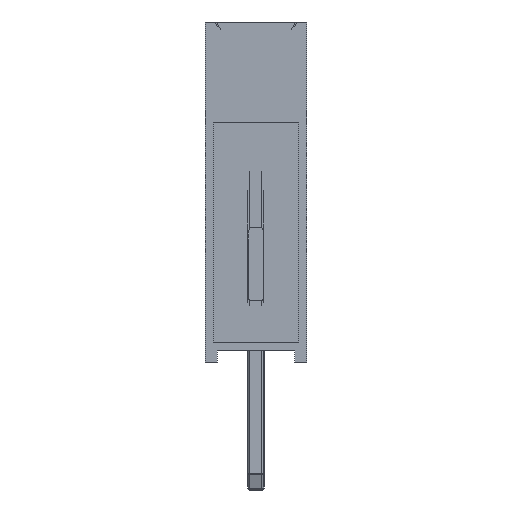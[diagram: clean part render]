
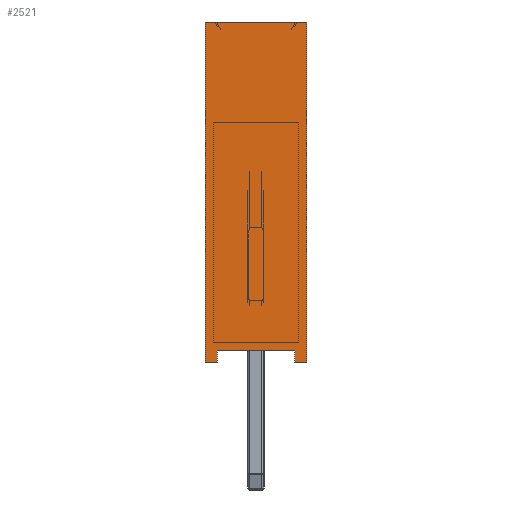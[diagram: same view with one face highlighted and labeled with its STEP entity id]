
A CAD part, left-side view. The second image highlights one B-rep face of the part: STEP entity #2521.
In plain terms, the highlighted planar face has unit normal (-1, 0, 0).
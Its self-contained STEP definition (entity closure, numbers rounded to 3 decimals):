
#425=FACE_OUTER_BOUND('',#576,.T.);
#576=EDGE_LOOP('',(#1677,#1678,#1679,#1680,#1681,#1682,#1683,#1684));
#742=LINE('',#3948,#928);
#744=LINE('',#3954,#930);
#747=LINE('',#3959,#933);
#752=LINE('',#3973,#938);
#753=LINE('',#3976,#939);
#756=LINE('',#3982,#942);
#757=LINE('',#3984,#943);
#758=LINE('',#3985,#944);
#928=VECTOR('',#3080,10.);
#930=VECTOR('',#3084,10.);
#933=VECTOR('',#3089,10.);
#938=VECTOR('',#3104,10.);
#939=VECTOR('',#3107,10.);
#942=VECTOR('',#3112,10.);
#943=VECTOR('',#3113,10.);
#944=VECTOR('',#3114,10.);
#1112=VERTEX_POINT('',#3942);
#1114=VERTEX_POINT('',#3946);
#1115=VERTEX_POINT('',#3950);
#1117=VERTEX_POINT('',#3953);
#1122=VERTEX_POINT('',#3971);
#1123=VERTEX_POINT('',#3975);
#1125=VERTEX_POINT('',#3981);
#1126=VERTEX_POINT('',#3983);
#1310=EDGE_CURVE('',#1112,#1114,#742,.T.);
#1312=EDGE_CURVE('',#1117,#1115,#744,.T.);
#1315=EDGE_CURVE('',#1114,#1117,#747,.T.);
#1324=EDGE_CURVE('',#1115,#1122,#752,.T.);
#1325=EDGE_CURVE('',#1123,#1112,#753,.T.);
#1328=EDGE_CURVE('',#1122,#1125,#756,.T.);
#1329=EDGE_CURVE('',#1126,#1125,#757,.T.);
#1330=EDGE_CURVE('',#1123,#1126,#758,.T.);
#1677=ORIENTED_EDGE('',*,*,#1310,.T.);
#1678=ORIENTED_EDGE('',*,*,#1315,.T.);
#1679=ORIENTED_EDGE('',*,*,#1312,.T.);
#1680=ORIENTED_EDGE('',*,*,#1324,.T.);
#1681=ORIENTED_EDGE('',*,*,#1328,.T.);
#1682=ORIENTED_EDGE('',*,*,#1329,.F.);
#1683=ORIENTED_EDGE('',*,*,#1330,.F.);
#1684=ORIENTED_EDGE('',*,*,#1325,.T.);
#2325=PLANE('',#2729);
#2521=ADVANCED_FACE('',(#425),#2325,.T.);
#2729=AXIS2_PLACEMENT_3D('',#3980,#3110,#3111);
#3080=DIRECTION('',(0.,0.,1.));
#3084=DIRECTION('',(0.,0.,-1.));
#3089=DIRECTION('',(0.,-1.,0.));
#3104=DIRECTION('',(0.,-1.,0.));
#3107=DIRECTION('',(0.,-1.,0.));
#3110=DIRECTION('center_axis',(-1.,0.,0.));
#3111=DIRECTION('ref_axis',(0.,-1.,0.));
#3112=DIRECTION('',(0.,0.,1.));
#3113=DIRECTION('',(0.,-1.,0.));
#3114=DIRECTION('',(0.,0.,1.));
#3942=CARTESIAN_POINT('',(-1.27,0.97,0.));
#3946=CARTESIAN_POINT('',(-1.27,0.97,0.3));
#3948=CARTESIAN_POINT('',(-1.27,0.97,0.));
#3950=CARTESIAN_POINT('',(-1.27,-0.97,0.));
#3953=CARTESIAN_POINT('',(-1.27,-0.97,0.3));
#3954=CARTESIAN_POINT('',(-1.27,-0.97,0.));
#3959=CARTESIAN_POINT('',(-1.27,0.635,0.3));
#3971=CARTESIAN_POINT('',(-1.27,-1.27,0.));
#3973=CARTESIAN_POINT('',(-1.27,1.27,0.));
#3975=CARTESIAN_POINT('',(-1.27,1.27,0.));
#3976=CARTESIAN_POINT('',(-1.27,1.27,0.));
#3980=CARTESIAN_POINT('Origin',(-1.27,1.27,0.));
#3981=CARTESIAN_POINT('',(-1.27,-1.27,8.5));
#3982=CARTESIAN_POINT('',(-1.27,-1.27,0.));
#3983=CARTESIAN_POINT('',(-1.27,1.27,8.5));
#3984=CARTESIAN_POINT('',(-1.27,1.27,8.5));
#3985=CARTESIAN_POINT('',(-1.27,1.27,0.));
